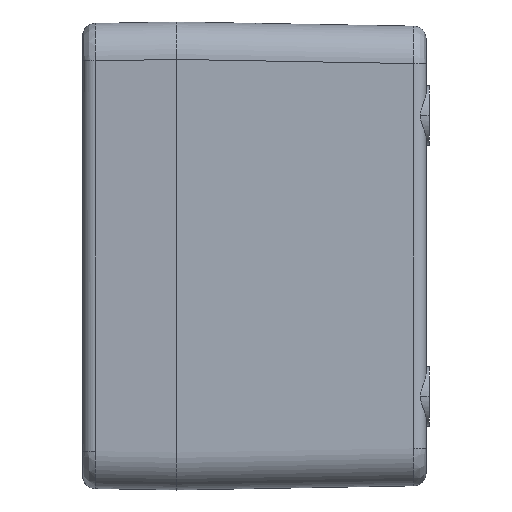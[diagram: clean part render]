
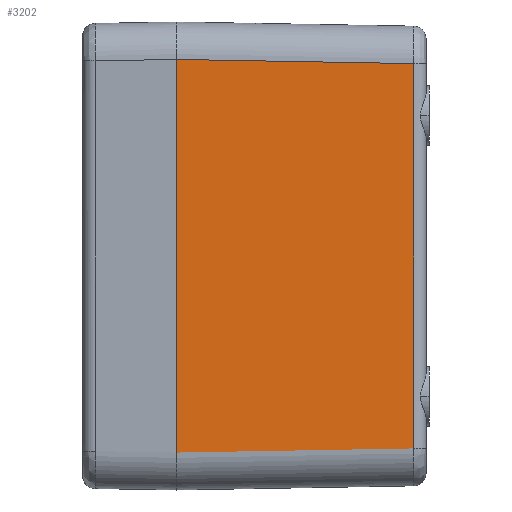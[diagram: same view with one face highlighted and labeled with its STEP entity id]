
A CAD part, left-side view. The second image highlights one B-rep face of the part: STEP entity #3202.
In plain terms, the highlighted planar face has unit normal (-1, -0.018, 0).
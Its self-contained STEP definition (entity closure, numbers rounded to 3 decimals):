
#214 = DIRECTION ( 'NONE',  ( 0.017, -1., -0.017 ) ) ;
#300 = CARTESIAN_POINT ( 'NONE',  ( -39.336, -38.035, 30.837 ) ) ;
#833 = VERTEX_POINT ( 'NONE', #8434 ) ;
#902 = ORIENTED_EDGE ( 'NONE', *, *, #8737, .T. ) ;
#1547 = VERTEX_POINT ( 'NONE', #300 ) ;
#1601 = DIRECTION ( 'NONE',  ( -0.017, 1., 0. ) ) ;
#1661 = FACE_OUTER_BOUND ( 'NONE', #2834, .T. ) ;
#2220 = CARTESIAN_POINT ( 'NONE',  ( -40., 0., 31.501 ) ) ;
#2425 = DIRECTION ( 'NONE',  ( 0., 0., 1. ) ) ;
#2655 = DIRECTION ( 'NONE',  ( -1., -0.017, 0. ) ) ;
#2834 = EDGE_LOOP ( 'NONE', ( #10405, #4973, #902, #5372 ) ) ;
#2971 = VERTEX_POINT ( 'NONE', #10809 ) ;
#3202 = ADVANCED_FACE ( 'NONE', ( #1661 ), #9577, .T. ) ;
#4280 = LINE ( 'NONE', #2220, #9914 ) ;
#4426 = LINE ( 'NONE', #11741, #5027 ) ;
#4973 = ORIENTED_EDGE ( 'NONE', *, *, #5153, .T. ) ;
#5027 = VECTOR ( 'NONE', #2425, 1000. ) ;
#5150 = DIRECTION ( 'NONE',  ( 0.017, -1., 0.017 ) ) ;
#5153 = EDGE_CURVE ( 'NONE', #833, #2971, #4280, .T. ) ;
#5239 = EDGE_CURVE ( 'NONE', #833, #1547, #11337, .T. ) ;
#5372 = ORIENTED_EDGE ( 'NONE', *, *, #11584, .T. ) ;
#6326 = CARTESIAN_POINT ( 'NONE',  ( -40., 0., 31.501 ) ) ;
#6381 = AXIS2_PLACEMENT_3D ( 'NONE', #8579, #2655, #1601 ) ;
#7104 = VECTOR ( 'NONE', #5150, 1000. ) ;
#7976 = CARTESIAN_POINT ( 'NONE',  ( -39.336, -38.035, -30.837 ) ) ;
#8278 = CARTESIAN_POINT ( 'NONE',  ( -40., 0., -31.501 ) ) ;
#8434 = CARTESIAN_POINT ( 'NONE',  ( -40., 0., 31.501 ) ) ;
#8579 = CARTESIAN_POINT ( 'NONE',  ( -40., 0., -39.947 ) ) ;
#8737 = EDGE_CURVE ( 'NONE', #2971, #11096, #13150, .T. ) ;
#9059 = VECTOR ( 'NONE', #214, 1000. ) ;
#9577 = PLANE ( 'NONE',  #6381 ) ;
#9914 = VECTOR ( 'NONE', #12463, 1000. ) ;
#10405 = ORIENTED_EDGE ( 'NONE', *, *, #5239, .F. ) ;
#10809 = CARTESIAN_POINT ( 'NONE',  ( -40., 0., -31.501 ) ) ;
#11096 = VERTEX_POINT ( 'NONE', #7976 ) ;
#11337 = LINE ( 'NONE', #6326, #9059 ) ;
#11584 = EDGE_CURVE ( 'NONE', #11096, #1547, #4426, .T. ) ;
#11741 = CARTESIAN_POINT ( 'NONE',  ( -39.336, -38.035, -30.837 ) ) ;
#12463 = DIRECTION ( 'NONE',  ( 0., 0., -1. ) ) ;
#13150 = LINE ( 'NONE', #8278, #7104 ) ;
